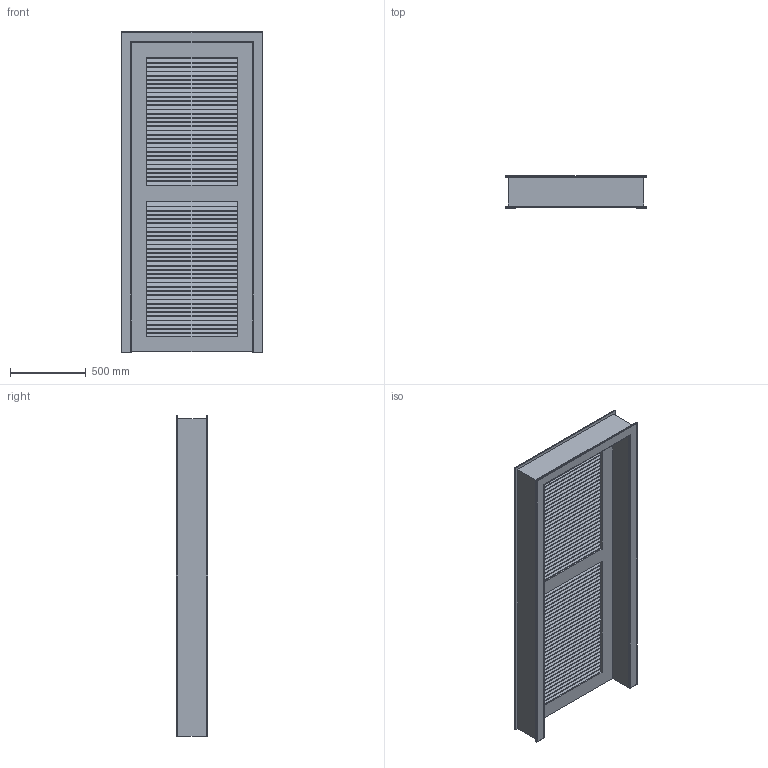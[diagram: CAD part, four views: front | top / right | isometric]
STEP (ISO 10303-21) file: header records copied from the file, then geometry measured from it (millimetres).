
FILE_DESCRIPTION(('FreeCAD Model'),'2;1');
FILE_NAME('Single door with shutters and trims.step','2016-10-04T11:49:36',('Author'),(''), 'Open CASCADE STEP processor 6.8','FreeCAD','Unknown');
FILE_SCHEMA(('AUTOMOTIVE_DESIGN_CC2 { 1 2 10303 214 -1 1 5 4 }'));
Length unit declared in the file: millimetre
Products named in the file (7): ASSEMBLY; Single_door_with_shutters; Trim; Final_trim_(Mirror_#9); Inferior_shutter; Superior_shutter; Final_trim
Assembly tree (6 placements, depth 2):
  ASSEMBLY
    Single_door_with_shutters
    Trim
    Final_trim_(Mirror_#9)
    Inferior_shutter
    Superior_shutter
    Final_trim
Bounding box: 940 x 210 x 2120 mm (x, y, z)
Volume: 82906602 mm3; surface area: 9689365.1 mm2
Topology: 37 solids, 67 shells, 626 faces, 1648 edges, 1096 vertices
Faces by surface type: plane 614, cylinder 12
Entity records: 38279 total; most frequent: CARTESIAN_POINT 6685, DIRECTION 5718, LINE 4424, VECTOR 4424, ORIENTED_EDGE 2816, PCURVE 2816, DEFINITIONAL_REPRESENTATION 2816, EDGE_CURVE 1648
